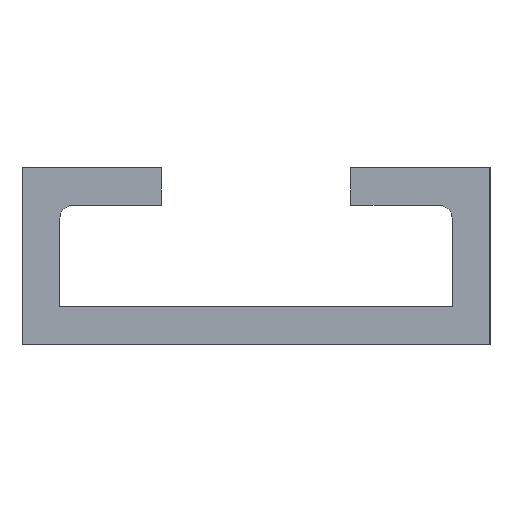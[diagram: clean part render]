
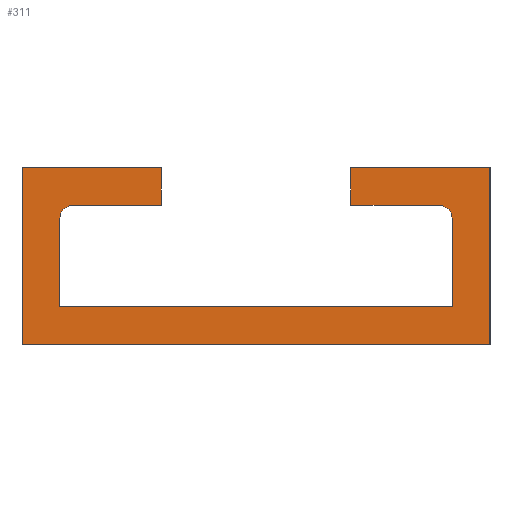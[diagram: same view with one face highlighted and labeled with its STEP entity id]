
A CAD part, left-side view. The second image highlights one B-rep face of the part: STEP entity #311.
In plain terms, the highlighted planar face has unit normal (-1, 0, 0).
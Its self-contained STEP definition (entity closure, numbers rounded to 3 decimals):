
#27=PLANE('',#345);
#43=FACE_OUTER_BOUND('',#59,.T.);
#59=EDGE_LOOP('',(#277,#278,#279,#280,#281,#282,#283,#284,#285,#286,#287,
#288,#289,#290));
#65=LINE('',#442,#103);
#68=LINE('',#454,#106);
#74=LINE('',#466,#112);
#77=LINE('',#472,#115);
#79=LINE('',#475,#117);
#81=LINE('',#481,#119);
#84=LINE('',#487,#122);
#87=LINE('',#492,#125);
#90=LINE('',#496,#128);
#92=LINE('',#501,#130);
#97=LINE('',#510,#135);
#98=LINE('',#512,#136);
#103=VECTOR('',#361,10.);
#106=VECTOR('',#372,10.);
#112=VECTOR('',#380,10.);
#115=VECTOR('',#385,10.);
#117=VECTOR('',#389,10.);
#119=VECTOR('',#393,10.);
#122=VECTOR('',#398,10.);
#125=VECTOR('',#403,10.);
#128=VECTOR('',#408,10.);
#130=VECTOR('',#412,10.);
#135=VECTOR('',#421,10.);
#136=VECTOR('',#424,10.);
#138=CIRCLE('',#329,1.);
#139=CIRCLE('',#332,1.);
#143=VERTEX_POINT('',#432);
#144=VERTEX_POINT('',#434);
#146=VERTEX_POINT('',#440);
#147=VERTEX_POINT('',#444);
#148=VERTEX_POINT('',#445);
#151=VERTEX_POINT('',#453);
#154=VERTEX_POINT('',#460);
#156=VERTEX_POINT('',#464);
#158=VERTEX_POINT('',#470);
#160=VERTEX_POINT('',#478);
#161=VERTEX_POINT('',#480);
#163=VERTEX_POINT('',#486);
#166=VERTEX_POINT('',#499);
#168=VERTEX_POINT('',#508);
#171=EDGE_CURVE('',#143,#144,#138,.T.);
#175=EDGE_CURVE('',#146,#143,#65,.T.);
#176=EDGE_CURVE('',#147,#148,#139,.T.);
#180=EDGE_CURVE('',#151,#148,#68,.T.);
#186=EDGE_CURVE('',#154,#156,#74,.T.);
#189=EDGE_CURVE('',#158,#156,#77,.T.);
#191=EDGE_CURVE('',#154,#147,#79,.T.);
#193=EDGE_CURVE('',#160,#161,#81,.T.);
#196=EDGE_CURVE('',#161,#163,#84,.T.);
#199=EDGE_CURVE('',#160,#144,#87,.T.);
#202=EDGE_CURVE('',#151,#146,#90,.T.);
#204=EDGE_CURVE('',#166,#158,#92,.T.);
#209=EDGE_CURVE('',#168,#163,#97,.T.);
#210=EDGE_CURVE('',#166,#168,#98,.T.);
#277=ORIENTED_EDGE('',*,*,#210,.T.);
#278=ORIENTED_EDGE('',*,*,#209,.T.);
#279=ORIENTED_EDGE('',*,*,#196,.F.);
#280=ORIENTED_EDGE('',*,*,#193,.F.);
#281=ORIENTED_EDGE('',*,*,#199,.T.);
#282=ORIENTED_EDGE('',*,*,#171,.F.);
#283=ORIENTED_EDGE('',*,*,#175,.F.);
#284=ORIENTED_EDGE('',*,*,#202,.F.);
#285=ORIENTED_EDGE('',*,*,#180,.T.);
#286=ORIENTED_EDGE('',*,*,#176,.F.);
#287=ORIENTED_EDGE('',*,*,#191,.F.);
#288=ORIENTED_EDGE('',*,*,#186,.T.);
#289=ORIENTED_EDGE('',*,*,#189,.F.);
#290=ORIENTED_EDGE('',*,*,#204,.F.);
#311=ADVANCED_FACE('',(#43),#27,.T.);
#329=AXIS2_PLACEMENT_3D('',#435,#354,#355);
#332=AXIS2_PLACEMENT_3D('',#446,#364,#365);
#345=AXIS2_PLACEMENT_3D('',#511,#422,#423);
#354=DIRECTION('center_axis',(-1.,0.,0.));
#355=DIRECTION('ref_axis',(0.,-0.707,0.707));
#361=DIRECTION('',(0.,0.,1.));
#364=DIRECTION('center_axis',(-1.,0.,0.));
#365=DIRECTION('ref_axis',(0.,0.707,0.707));
#372=DIRECTION('',(0.,0.,1.));
#380=DIRECTION('',(0.,0.,1.));
#385=DIRECTION('',(0.,-1.,0.));
#389=DIRECTION('',(0.,1.,0.));
#393=DIRECTION('',(0.,0.,1.));
#398=DIRECTION('',(0.,-1.,0.));
#403=DIRECTION('',(0.,-1.,0.));
#408=DIRECTION('',(0.,-1.,0.));
#412=DIRECTION('',(0.,0.,1.));
#421=DIRECTION('',(0.,0.,1.));
#422=DIRECTION('center_axis',(-1.,0.,0.));
#423=DIRECTION('ref_axis',(0.,-1.,0.));
#424=DIRECTION('',(0.,-1.,0.));
#432=CARTESIAN_POINT('',(0.,3.,10.));
#434=CARTESIAN_POINT('',(0.,4.,11.));
#435=CARTESIAN_POINT('Origin',(0.,4.,10.));
#440=CARTESIAN_POINT('',(0.,3.,3.));
#442=CARTESIAN_POINT('',(0.,3.,3.));
#444=CARTESIAN_POINT('',(0.,33.,11.));
#445=CARTESIAN_POINT('',(0.,34.,10.));
#446=CARTESIAN_POINT('Origin',(0.,33.,10.));
#453=CARTESIAN_POINT('',(0.,34.,3.));
#454=CARTESIAN_POINT('',(0.,34.,3.));
#460=CARTESIAN_POINT('',(0.,26.,11.));
#464=CARTESIAN_POINT('',(0.,26.,14.));
#466=CARTESIAN_POINT('',(0.,26.,11.));
#470=CARTESIAN_POINT('',(0.,37.,14.));
#472=CARTESIAN_POINT('',(0.,26.,14.));
#475=CARTESIAN_POINT('',(0.,26.,11.));
#478=CARTESIAN_POINT('',(0.,11.,11.));
#480=CARTESIAN_POINT('',(0.,11.,14.));
#481=CARTESIAN_POINT('',(0.,11.,11.));
#486=CARTESIAN_POINT('',(0.,0.,14.));
#487=CARTESIAN_POINT('',(0.,11.,14.));
#492=CARTESIAN_POINT('',(0.,11.,11.));
#496=CARTESIAN_POINT('',(0.,37.,3.));
#499=CARTESIAN_POINT('',(0.,37.,0.));
#501=CARTESIAN_POINT('',(0.,37.,0.));
#508=CARTESIAN_POINT('',(0.,0.,0.));
#510=CARTESIAN_POINT('',(0.,0.,0.));
#511=CARTESIAN_POINT('Origin',(0.,37.,0.));
#512=CARTESIAN_POINT('',(0.,37.,0.));
